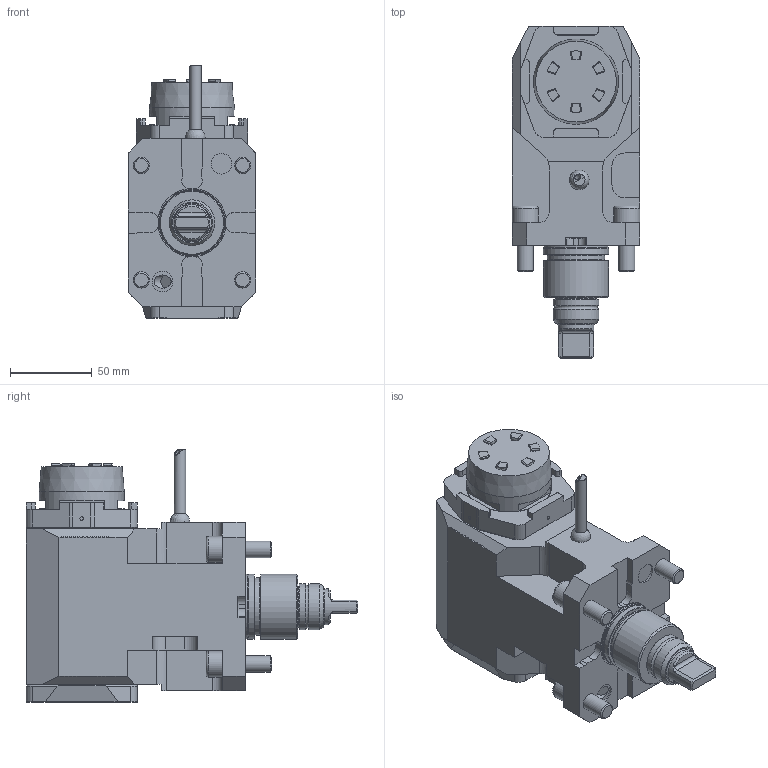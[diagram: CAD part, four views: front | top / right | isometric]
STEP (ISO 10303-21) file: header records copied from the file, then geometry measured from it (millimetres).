
FILE_DESCRIPTION (( 'STEP AP214' ), '1' );
FILE_NAME ('RRPPH32I321UNZ.STEP', '2026-02-03T12:45:41', ( '' ), ( '' ), 'SwSTEP 2.0', 'SolidWorks 2023', '' );
FILE_SCHEMA (( 'AUTOMOTIVE_DESIGN' ));
Length unit declared in the file: millimetre
Products named in the file (1): RRPPH32I321UNZ
Bounding box: 78 x 202.8 x 154.5 mm (x, y, z)
Volume: 1097174.5 mm3; surface area: 93519.8 mm2
Topology: 1 solids, 1 shells, 852 faces, 2209 edges, 1423 vertices
Faces by surface type: plane 584, cylinder 114, bspline 98, cone 42, torus 13, sphere 1
Full cylindrical faces by diameter (mm): 1.7 x1, 2.1 x1, 4 x1, 6.366 x1, 7 x1, 8.1 x1, 10 x4, 16 x4, 22 x1, 25 x1, 28 x2, 35 x1, 35.1 x1, 39.5 x1, 39.8 x1, 39.9 x1, 52 x1
Entity records: 33102 total; most frequent: CARTESIAN_POINT 9915, ORIENTED_EDGE 4276, DIRECTION 3705, EDGE_CURVE 2138, VECTOR 1567, LINE 1567, VERTEX_POINT 1404, AXIS2_PLACEMENT_3D 1069
